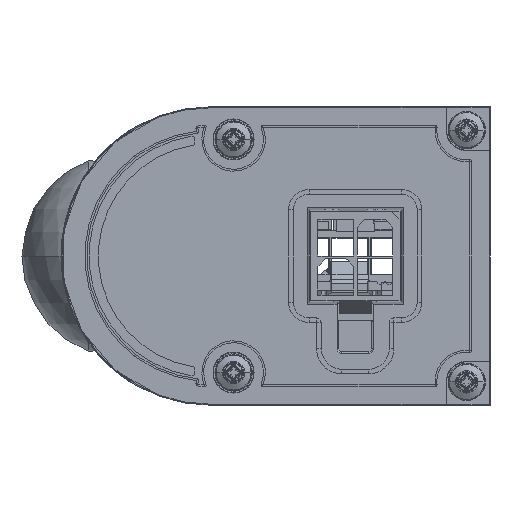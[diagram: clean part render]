
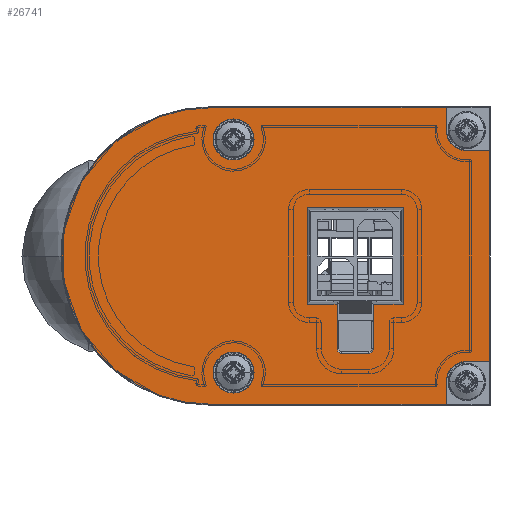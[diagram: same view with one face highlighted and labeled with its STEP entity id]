
A CAD part, left-side view. The second image highlights one B-rep face of the part: STEP entity #26741.
In plain terms, the highlighted face is planar.
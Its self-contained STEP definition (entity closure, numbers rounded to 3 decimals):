
#24196=CARTESIAN_POINT('',(12.5,-2.5,0.));
#24197=DIRECTION('',(0.,0.,1.));
#24198=DIRECTION('',(1.,0.,0.));
#24199=AXIS2_PLACEMENT_3D('',#24196,#24197,#24198);
#24201=CARTESIAN_POINT('',(12.5,-2.5,0.));
#24202=DIRECTION('',(0.,0.,1.));
#24203=DIRECTION('',(-1.,0.,0.));
#24204=AXIS2_PLACEMENT_3D('',#24201,#24202,#24203);
#24206=CARTESIAN_POINT('',(-12.5,-2.5,0.));
#24207=DIRECTION('',(0.,0.,1.));
#24208=DIRECTION('',(1.,0.,0.));
#24209=AXIS2_PLACEMENT_3D('',#24206,#24207,#24208);
#24211=CARTESIAN_POINT('',(-12.5,-2.5,0.));
#24212=DIRECTION('',(0.,0.,1.));
#24213=DIRECTION('',(-1.,0.,0.));
#24214=AXIS2_PLACEMENT_3D('',#24211,#24212,#24213);
#24216=DIRECTION('',(0.,1.,0.));
#24217=VECTOR('',#24216,3.2);
#24218=CARTESIAN_POINT('',(-5.15,-20.7,0.));
#24219=LINE('',#24218,#24217);
#24220=DIRECTION('',(-1.,0.,0.));
#24221=VECTOR('',#24220,10.3);
#24222=CARTESIAN_POINT('',(5.15,-20.7,0.));
#24223=LINE('',#24222,#24221);
#24224=DIRECTION('',(0.,-1.,0.));
#24225=VECTOR('',#24224,10.3);
#24226=CARTESIAN_POINT('',(5.15,-10.4,0.));
#24227=LINE('',#24226,#24225);
#24228=DIRECTION('',(1.,0.,0.));
#24229=VECTOR('',#24228,10.3);
#24230=CARTESIAN_POINT('',(-5.15,-10.4,0.));
#24231=LINE('',#24230,#24229);
#24232=DIRECTION('',(0.,1.,0.));
#24233=VECTOR('',#24232,3.2);
#24234=CARTESIAN_POINT('',(-5.15,-13.6,0.));
#24235=LINE('',#24234,#24233);
#24236=DIRECTION('',(-1.,0.,0.));
#24237=VECTOR('',#24236,4.8);
#24238=CARTESIAN_POINT('',(-5.15,-13.6,0.));
#24239=LINE('',#24238,#24237);
#24240=CARTESIAN_POINT('',(-9.95,-14.1,0.));
#24241=DIRECTION('',(0.,0.,1.));
#24242=DIRECTION('',(0.,1.,0.));
#24243=AXIS2_PLACEMENT_3D('',#24240,#24241,#24242);
#24245=DIRECTION('',(0.,-1.,0.));
#24246=VECTOR('',#24245,2.9);
#24247=CARTESIAN_POINT('',(-10.45,-14.1,0.));
#24248=LINE('',#24247,#24246);
#24249=CARTESIAN_POINT('',(-9.95,-17.,0.));
#24250=DIRECTION('',(0.,0.,1.));
#24251=DIRECTION('',(-1.,0.,0.));
#24252=AXIS2_PLACEMENT_3D('',#24249,#24250,#24251);
#24254=DIRECTION('',(1.,0.,0.));
#24255=VECTOR('',#24254,4.8);
#24256=CARTESIAN_POINT('',(-9.95,-17.5,0.));
#24257=LINE('',#24256,#24255);
#24258=CARTESIAN_POINT('',(0.,0.,0.));
#24259=DIRECTION('',(0.,0.,1.));
#24260=DIRECTION('',(1.,0.,0.));
#24261=AXIS2_PLACEMENT_3D('',#24258,#24259,#24260);
#24263=DIRECTION('',(0.,1.,0.));
#24264=VECTOR('',#24263,25.3);
#24265=CARTESIAN_POINT('',(15.895,-25.3,0.));
#24266=LINE('',#24265,#24264);
#24267=DIRECTION('',(-1.,0.,0.));
#24268=VECTOR('',#24267,2.395);
#24269=CARTESIAN_POINT('',(15.895,-25.3,0.));
#24270=LINE('',#24269,#24268);
#24271=CARTESIAN_POINT('',(13.5,-27.5,0.));
#24272=DIRECTION('',(0.,0.,1.));
#24273=DIRECTION('',(0.,1.,0.));
#24274=AXIS2_PLACEMENT_3D('',#24271,#24272,#24273);
#24276=DIRECTION('',(0.,1.,0.));
#24277=VECTOR('',#24276,2.395);
#24278=CARTESIAN_POINT('',(11.3,-29.895,0.));
#24279=LINE('',#24278,#24277);
#24280=DIRECTION('',(1.,0.,0.));
#24281=VECTOR('',#24280,22.6);
#24282=CARTESIAN_POINT('',(-11.3,-29.895,0.));
#24283=LINE('',#24282,#24281);
#24284=DIRECTION('',(0.,1.,0.));
#24285=VECTOR('',#24284,2.395);
#24286=CARTESIAN_POINT('',(-11.3,-29.895,0.));
#24287=LINE('',#24286,#24285);
#24288=CARTESIAN_POINT('',(-13.5,-27.5,0.));
#24289=DIRECTION('',(0.,0.,1.));
#24290=DIRECTION('',(1.,0.,0.));
#24291=AXIS2_PLACEMENT_3D('',#24288,#24289,#24290);
#24293=DIRECTION('',(1.,0.,0.));
#24294=VECTOR('',#24293,2.395);
#24295=CARTESIAN_POINT('',(-15.895,-25.3,0.));
#24296=LINE('',#24295,#24294);
#24297=DIRECTION('',(0.,1.,0.));
#24298=VECTOR('',#24297,25.3);
#24299=CARTESIAN_POINT('',(-15.895,-25.3,0.));
#24300=LINE('',#24299,#24298);
#26246=CARTESIAN_POINT('',(14.7,-2.5,0.));
#26247=CARTESIAN_POINT('',(10.3,-2.5,0.));
#26248=VERTEX_POINT('',#26246);
#26249=VERTEX_POINT('',#26247);
#26250=CARTESIAN_POINT('',(-10.3,-2.5,0.));
#26251=CARTESIAN_POINT('',(-14.7,-2.5,0.));
#26252=VERTEX_POINT('',#26250);
#26253=VERTEX_POINT('',#26251);
#26378=CARTESIAN_POINT('',(15.895,0.,0.));
#26380=VERTEX_POINT('',#26378);
#26382=CARTESIAN_POINT('',(-15.895,0.,0.));
#26384=VERTEX_POINT('',#26382);
#26389=CARTESIAN_POINT('',(-10.45,-14.1,0.));
#26390=CARTESIAN_POINT('',(-10.45,-17.,0.));
#26391=VERTEX_POINT('',#26389);
#26392=VERTEX_POINT('',#26390);
#26393=CARTESIAN_POINT('',(-9.95,-13.6,0.));
#26394=VERTEX_POINT('',#26393);
#26395=CARTESIAN_POINT('',(-9.95,-17.5,0.));
#26396=VERTEX_POINT('',#26395);
#26438=CARTESIAN_POINT('',(-5.15,-13.6,0.));
#26439=VERTEX_POINT('',#26438);
#26440=CARTESIAN_POINT('',(-5.15,-17.5,0.));
#26441=VERTEX_POINT('',#26440);
#26451=CARTESIAN_POINT('',(5.15,-20.7,0.));
#26453=VERTEX_POINT('',#26451);
#26455=CARTESIAN_POINT('',(-5.15,-20.7,0.));
#26457=VERTEX_POINT('',#26455);
#26458=CARTESIAN_POINT('',(5.15,-10.4,0.));
#26460=VERTEX_POINT('',#26458);
#26463=CARTESIAN_POINT('',(-5.15,-10.4,0.));
#26465=VERTEX_POINT('',#26463);
#26543=CARTESIAN_POINT('',(13.5,-25.3,0.));
#26544=CARTESIAN_POINT('',(11.3,-27.5,0.));
#26545=VERTEX_POINT('',#26543);
#26546=VERTEX_POINT('',#26544);
#26547=CARTESIAN_POINT('',(-11.3,-27.5,0.));
#26548=CARTESIAN_POINT('',(-13.5,-25.3,0.));
#26549=VERTEX_POINT('',#26547);
#26550=VERTEX_POINT('',#26548);
#26551=CARTESIAN_POINT('',(15.895,-25.3,0.));
#26552=VERTEX_POINT('',#26551);
#26553=CARTESIAN_POINT('',(11.3,-29.895,0.));
#26554=VERTEX_POINT('',#26553);
#26555=CARTESIAN_POINT('',(-11.3,-29.895,0.));
#26556=VERTEX_POINT('',#26555);
#26557=CARTESIAN_POINT('',(-15.895,-25.3,0.));
#26558=VERTEX_POINT('',#26557);
#26680=CARTESIAN_POINT('',(0.,0.,0.));
#26681=DIRECTION('',(0.,0.,1.));
#26682=DIRECTION('',(1.,0.,0.));
#26683=AXIS2_PLACEMENT_3D('',#26680,#26681,#26682);
#26684=PLANE('',#26683);
#26686=ORIENTED_EDGE('',*,*,#26685,.F.);
#26688=ORIENTED_EDGE('',*,*,#26687,.F.);
#26690=ORIENTED_EDGE('',*,*,#26689,.T.);
#26692=ORIENTED_EDGE('',*,*,#26691,.T.);
#26694=ORIENTED_EDGE('',*,*,#26693,.F.);
#26696=ORIENTED_EDGE('',*,*,#26695,.F.);
#26698=ORIENTED_EDGE('',*,*,#26697,.T.);
#26700=ORIENTED_EDGE('',*,*,#26699,.T.);
#26702=ORIENTED_EDGE('',*,*,#26701,.F.);
#26704=ORIENTED_EDGE('',*,*,#26703,.T.);
#26705=EDGE_LOOP('',(#26686,#26688,#26690,#26692,#26694,#26696,#26698,#26700,
#26702,#26704));
#26706=FACE_OUTER_BOUND('',#26705,.F.);
#26708=ORIENTED_EDGE('',*,*,#26707,.T.);
#26710=ORIENTED_EDGE('',*,*,#26709,.T.);
#26711=EDGE_LOOP('',(#26708,#26710));
#26712=FACE_BOUND('',#26711,.F.);
#26714=ORIENTED_EDGE('',*,*,#26713,.F.);
#26716=ORIENTED_EDGE('',*,*,#26715,.F.);
#26718=ORIENTED_EDGE('',*,*,#26717,.F.);
#26720=ORIENTED_EDGE('',*,*,#26719,.F.);
#26722=ORIENTED_EDGE('',*,*,#26721,.F.);
#26724=ORIENTED_EDGE('',*,*,#26723,.T.);
#26726=ORIENTED_EDGE('',*,*,#26725,.T.);
#26728=ORIENTED_EDGE('',*,*,#26727,.T.);
#26730=ORIENTED_EDGE('',*,*,#26729,.T.);
#26732=ORIENTED_EDGE('',*,*,#26731,.T.);
#26733=EDGE_LOOP('',(#26714,#26716,#26718,#26720,#26722,#26724,#26726,#26728,
#26730,#26732));
#26734=FACE_BOUND('',#26733,.F.);
#26736=ORIENTED_EDGE('',*,*,#26735,.T.);
#26738=ORIENTED_EDGE('',*,*,#26737,.T.);
#26739=EDGE_LOOP('',(#26736,#26738));
#26740=FACE_BOUND('',#26739,.F.);
#26741=ADVANCED_FACE('',(#26706,#26712,#26734,#26740),#26684,.T.);
#24200=CIRCLE('',#24199,2.2);
#24205=CIRCLE('',#24204,2.2);
#24210=CIRCLE('',#24209,2.2);
#24215=CIRCLE('',#24214,2.2);
#24244=CIRCLE('',#24243,0.5);
#24253=CIRCLE('',#24252,0.5);
#24262=CIRCLE('',#24261,15.895);
#24275=CIRCLE('',#24274,2.2);
#24292=CIRCLE('',#24291,2.2);
#26685=EDGE_CURVE('',#26380,#26384,#24262,.T.);
#26687=EDGE_CURVE('',#26552,#26380,#24266,.T.);
#26689=EDGE_CURVE('',#26552,#26545,#24270,.T.);
#26691=EDGE_CURVE('',#26545,#26546,#24275,.T.);
#26693=EDGE_CURVE('',#26554,#26546,#24279,.T.);
#26695=EDGE_CURVE('',#26556,#26554,#24283,.T.);
#26697=EDGE_CURVE('',#26556,#26549,#24287,.T.);
#26699=EDGE_CURVE('',#26549,#26550,#24292,.T.);
#26701=EDGE_CURVE('',#26558,#26550,#24296,.T.);
#26703=EDGE_CURVE('',#26558,#26384,#24300,.T.);
#26707=EDGE_CURVE('',#26252,#26253,#24210,.T.);
#26709=EDGE_CURVE('',#26253,#26252,#24215,.T.);
#26713=EDGE_CURVE('',#26457,#26441,#24219,.T.);
#26715=EDGE_CURVE('',#26453,#26457,#24223,.T.);
#26717=EDGE_CURVE('',#26460,#26453,#24227,.T.);
#26719=EDGE_CURVE('',#26465,#26460,#24231,.T.);
#26721=EDGE_CURVE('',#26439,#26465,#24235,.T.);
#26723=EDGE_CURVE('',#26439,#26394,#24239,.T.);
#26725=EDGE_CURVE('',#26394,#26391,#24244,.T.);
#26727=EDGE_CURVE('',#26391,#26392,#24248,.T.);
#26729=EDGE_CURVE('',#26392,#26396,#24253,.T.);
#26731=EDGE_CURVE('',#26396,#26441,#24257,.T.);
#26735=EDGE_CURVE('',#26248,#26249,#24200,.T.);
#26737=EDGE_CURVE('',#26249,#26248,#24205,.T.);
